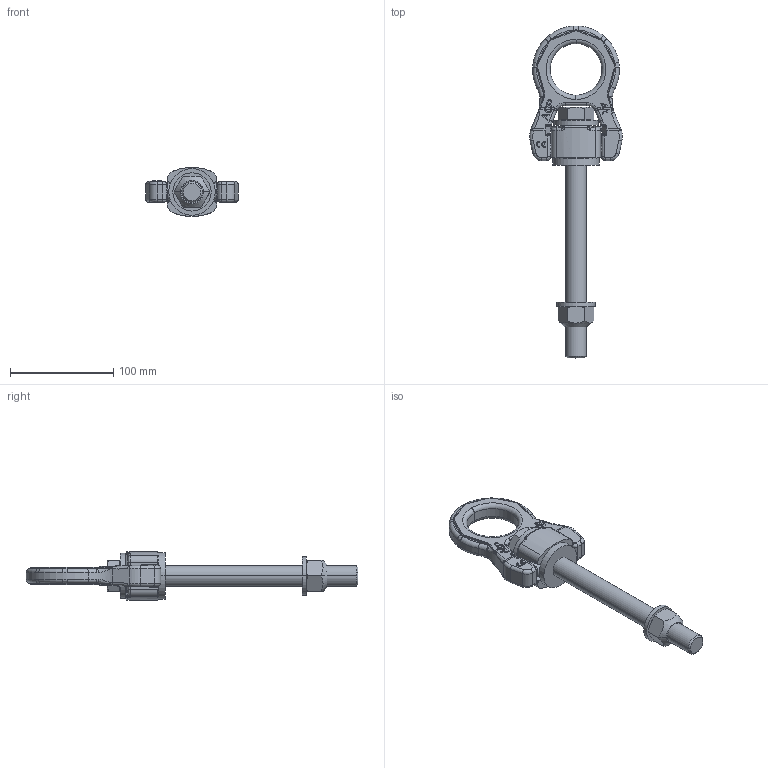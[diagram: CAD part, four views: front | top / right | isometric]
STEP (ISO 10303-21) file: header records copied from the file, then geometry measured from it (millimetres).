
FILE_DESCRIPTION((''),'2;1');
FILE_NAME('001-M35814-P-2_ASM','2019-06-25T',('anja.joas'),(''),'PRO/ENGINEER BY PARAMETRIC TECHNOLOGY CORPORATION, 2011490','PRO/ENGINEER BY PARAMETRIC TECHNOLOGY CORPORATION, 2011490','');
FILE_SCHEMA(('CONFIG_CONTROL_DESIGN'));
Length unit declared in the file: millimetre
Products named in the file (7): 001-M35814-P-20; 001-M35814-P-10; 001-M35814-P-50; 001-M34904-P-2; 001-M31624-V05; 001-M31328-V12; 001-M35814-P-2_ASM
Assembly tree (6 placements, depth 2):
  001-M35814-P-2_ASM
    001-M35814-P-20
    001-M35814-P-10
    001-M35814-P-50
    001-M34904-P-2
    001-M31624-V05
    001-M31328-V12
Bounding box: 89.77 x 321.17 x 47.37 mm (x, y, z)
Volume: 246598.4 mm3; surface area: 67008.2 mm2
Topology: 7 solids, 7 shells, 886 faces, 2254 edges, 1403 vertices
Faces by surface type: plane 463, cylinder 188, bspline 124, torus 90, cone 20, extrusion 1
Entity records: 32070 total; most frequent: CARTESIAN_POINT 11241, ORIENTED_EDGE 4508, DIRECTION 4071, EDGE_CURVE 2254, VERTEX_POINT 1403, AXIS2_PLACEMENT_3D 1364, VECTOR 1343, LINE 1342
